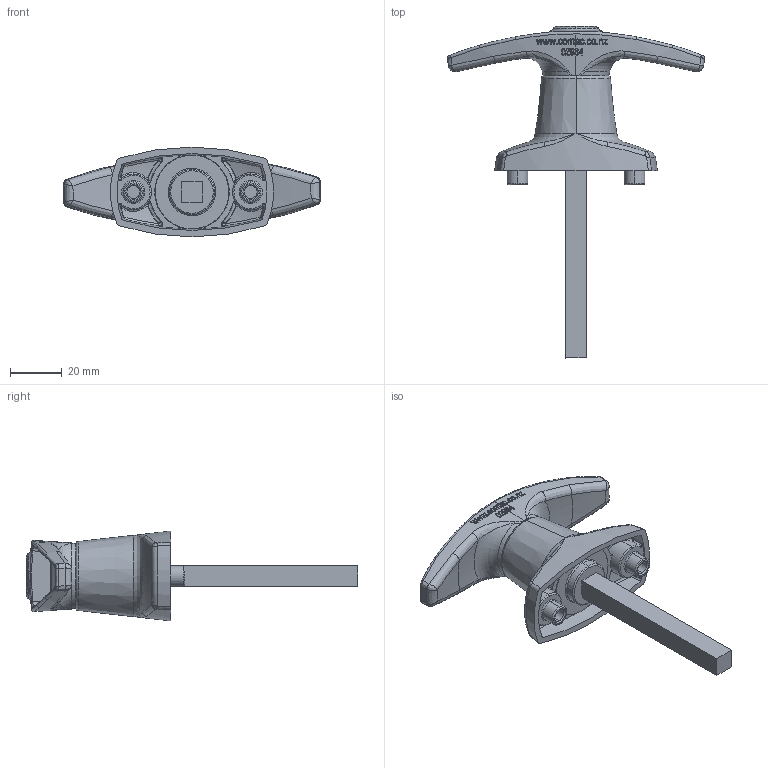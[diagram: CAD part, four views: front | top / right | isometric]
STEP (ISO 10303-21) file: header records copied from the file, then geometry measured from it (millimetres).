
FILE_DESCRIPTION (( 'STEP AP214' ), '1' );
FILE_NAME ('02984-T Handle Locking Front 90deg LH Nylon Black 33x100mm.STEP', '2018-08-16T23:11:33', ( '' ), ( '' ), 'SwSTEP 2.0', 'SolidWorks 2018', '' );
FILE_SCHEMA (( 'AUTOMOTIVE_DESIGN' ));
Length unit declared in the file: millimetre
Products named in the file (3): 02984 T Handle Locking Front 90deg LH Nylon Black 33x100mm_2; 02984 T Handle Locking Front 90deg LH Nylon Black 33x100mm_1; 02984-T Handle Locking Front 90deg LH Nylon Black 33x100mm
Assembly tree (2 placements, depth 2):
  02984-T Handle Locking Front 90deg LH Nylon Black 33x100mm
    02984 T Handle Locking Front 90deg LH Nylon Black 33x100mm_1
    02984 T Handle Locking Front 90deg LH Nylon Black 33x100mm_2
Bounding box: 99.58 x 128.8 x 34.85 mm (x, y, z)
Volume: 37689.5 mm3; surface area: 26083.4 mm2
Topology: 4 solids, 4 shells, 616 faces, 1546 edges, 957 vertices
Faces by surface type: bspline 270, plane 164, torus 68, cone 66, cylinder 36, sphere 12
Entity records: 30363 total; most frequent: CARTESIAN_POINT 17766, ORIENTED_EDGE 3068, DIRECTION 1890, EDGE_CURVE 1534, VERTEX_POINT 957, AXIS2_PLACEMENT_3D 780, B_SPLINE_CURVE_WITH_KNOTS 775, EDGE_LOOP 651
